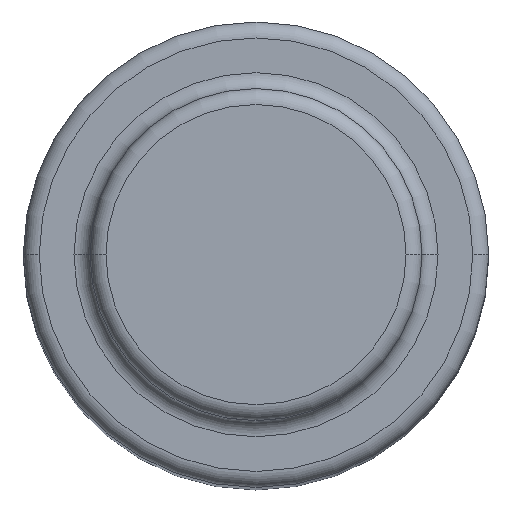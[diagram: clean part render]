
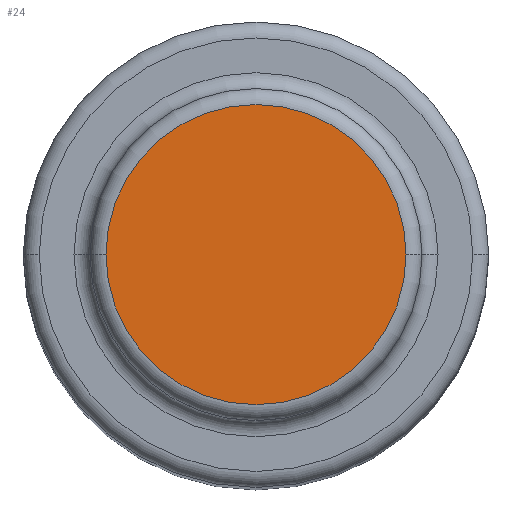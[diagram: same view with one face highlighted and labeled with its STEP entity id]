
A CAD part, top view. The second image highlights one B-rep face of the part: STEP entity #24.
In plain terms, the highlighted planar face has unit normal (0, 0, 1).
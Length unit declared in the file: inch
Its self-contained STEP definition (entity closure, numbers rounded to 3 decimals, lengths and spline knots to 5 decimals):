
#10 = DIRECTION ( 'NONE',  ( 1., 0., 0. ) ) ;
#24 = ADVANCED_FACE ( 'NONE', ( #293 ), #301, .T. ) ;
#44 = CARTESIAN_POINT ( 'NONE',  ( 0.925, 0.35, 1.91659 ) ) ;
#52 = AXIS2_PLACEMENT_3D ( 'NONE', #44, #414, #10 ) ;
#55 = DIRECTION ( 'NONE',  ( 0., 0., 1. ) ) ;
#68 = ORIENTED_EDGE ( 'NONE', *, *, #437, .T. ) ;
#70 = DIRECTION ( 'NONE',  ( 0., 0., 1. ) ) ;
#80 = ORIENTED_EDGE ( 'NONE', *, *, #173, .T. ) ;
#86 = CIRCLE ( 'NONE', #52, 0.18786 ) ;
#91 = EDGE_LOOP ( 'NONE', ( #68, #80 ) ) ;
#96 = VERTEX_POINT ( 'NONE', #433 ) ;
#99 = DIRECTION ( 'NONE',  ( 1., 0., 0. ) ) ;
#151 = CARTESIAN_POINT ( 'NONE',  ( 0.925, 0.35, 1.91659 ) ) ;
#162 = CIRCLE ( 'NONE', #429, 0.18786 ) ;
#173 = EDGE_CURVE ( 'NONE', #305, #96, #162, .T. ) ;
#209 = DIRECTION ( 'NONE',  ( 1., 0., 0. ) ) ;
#228 = CARTESIAN_POINT ( 'NONE',  ( 0.925, 0.35, 1.91659 ) ) ;
#293 = FACE_OUTER_BOUND ( 'NONE', #91, .T. ) ;
#301 = PLANE ( 'NONE',  #406 ) ;
#305 = VERTEX_POINT ( 'NONE', #379 ) ;
#379 = CARTESIAN_POINT ( 'NONE',  ( 0.73714, 0.35, 1.91659 ) ) ;
#406 = AXIS2_PLACEMENT_3D ( 'NONE', #228, #55, #99 ) ;
#414 = DIRECTION ( 'NONE',  ( 0., 0., 1. ) ) ;
#429 = AXIS2_PLACEMENT_3D ( 'NONE', #151, #70, #209 ) ;
#433 = CARTESIAN_POINT ( 'NONE',  ( 1.11286, 0.35, 1.91659 ) ) ;
#437 = EDGE_CURVE ( 'NONE', #96, #305, #86, .T. ) ;
